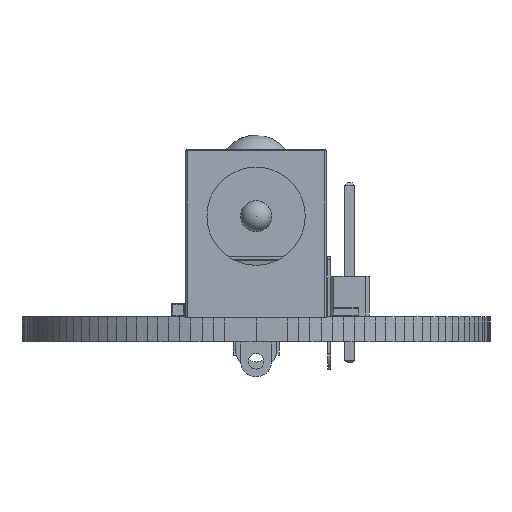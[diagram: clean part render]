
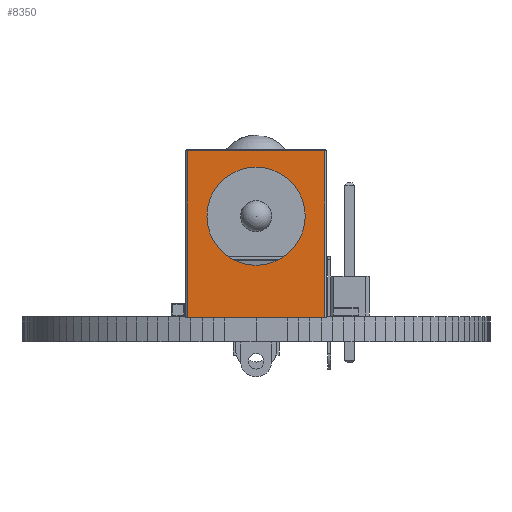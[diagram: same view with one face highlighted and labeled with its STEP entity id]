
A CAD part, left-side view. The second image highlights one B-rep face of the part: STEP entity #8350.
In plain terms, the highlighted planar face has unit normal (-1, 0, 0).
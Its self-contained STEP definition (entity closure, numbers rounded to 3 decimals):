
#7420 = CYLINDRICAL_SURFACE('',#7421,0.1);
#7421 = AXIS2_PLACEMENT_3D('',#7422,#7423,#7424);
#7422 = CARTESIAN_POINT('',(-13.6,4.5,10.6));
#7423 = DIRECTION('',(0.,-1.,0.));
#7424 = DIRECTION('',(0.,0.,1.));
#7679 = VERTEX_POINT('',#7680);
#7680 = CARTESIAN_POINT('',(-13.7,4.4,10.6));
#7729 = EDGE_CURVE('',#7679,#7730,#7732,.T.);
#7730 = VERTEX_POINT('',#7731);
#7731 = CARTESIAN_POINT('',(-13.7,-4.4,10.6));
#7732 = SURFACE_CURVE('',#7733,(#7737,#7744),.PCURVE_S1.);
#7733 = LINE('',#7734,#7735);
#7734 = CARTESIAN_POINT('',(-13.7,4.5,10.6));
#7735 = VECTOR('',#7736,1.);
#7736 = DIRECTION('',(0.,-1.,0.));
#7737 = PCURVE('',#7420,#7738);
#7738 = DEFINITIONAL_REPRESENTATION('',(#7739),#7743);
#7739 = LINE('',#7740,#7741);
#7740 = CARTESIAN_POINT('',(1.571,0.));
#7741 = VECTOR('',#7742,1.);
#7742 = DIRECTION('',(0.,1.));
#7743 = ( GEOMETRIC_REPRESENTATION_CONTEXT(2) 
PARAMETRIC_REPRESENTATION_CONTEXT() REPRESENTATION_CONTEXT('2D SPACE',''
  ) );
#7744 = PCURVE('',#7745,#7750);
#7745 = PLANE('',#7746);
#7746 = AXIS2_PLACEMENT_3D('',#7747,#7748,#7749);
#7747 = CARTESIAN_POINT('',(-13.7,0.,5.622));
#7748 = DIRECTION('',(1.,0.,0.));
#7749 = DIRECTION('',(0.,0.,1.));
#7750 = DEFINITIONAL_REPRESENTATION('',(#7751),#7755);
#7751 = LINE('',#7752,#7753);
#7752 = CARTESIAN_POINT('',(4.978,-4.5));
#7753 = VECTOR('',#7754,1.);
#7754 = DIRECTION('',(0.,1.));
#7755 = ( GEOMETRIC_REPRESENTATION_CONTEXT(2) 
PARAMETRIC_REPRESENTATION_CONTEXT() REPRESENTATION_CONTEXT('2D SPACE',''
  ) );
#7954 = CYLINDRICAL_SURFACE('',#7955,0.1);
#7955 = AXIS2_PLACEMENT_3D('',#7956,#7957,#7958);
#7956 = CARTESIAN_POINT('',(-13.6,-4.4,10.7));
#7957 = DIRECTION('',(0.,0.,-1.));
#7958 = DIRECTION('',(0.,-1.,0.));
#7987 = PLANE('',#7988);
#7988 = AXIS2_PLACEMENT_3D('',#7989,#7990,#7991);
#7989 = CARTESIAN_POINT('',(-6.85,0.,-0.1));
#7990 = DIRECTION('',(0.,0.,-1.));
#7991 = DIRECTION('',(-1.,0.,0.));
#8337 = CYLINDRICAL_SURFACE('',#8338,0.1);
#8338 = AXIS2_PLACEMENT_3D('',#8339,#8340,#8341);
#8339 = CARTESIAN_POINT('',(-13.6,4.4,-0.1));
#8340 = DIRECTION('',(0.,0.,1.));
#8341 = DIRECTION('',(0.,1.,0.));
#8350 = ADVANCED_FACE('',(#8351,#8421),#7745,.F.);
#8351 = FACE_BOUND('',#8352,.F.);
#8352 = EDGE_LOOP('',(#8353,#8378,#8399,#8400));
#8353 = ORIENTED_EDGE('',*,*,#8354,.T.);
#8354 = EDGE_CURVE('',#8355,#8357,#8359,.T.);
#8355 = VERTEX_POINT('',#8356);
#8356 = CARTESIAN_POINT('',(-13.7,-4.4,-0.1));
#8357 = VERTEX_POINT('',#8358);
#8358 = CARTESIAN_POINT('',(-13.7,4.4,-0.1));
#8359 = SURFACE_CURVE('',#8360,(#8364,#8371),.PCURVE_S1.);
#8360 = LINE('',#8361,#8362);
#8361 = CARTESIAN_POINT('',(-13.7,-4.5,-0.1));
#8362 = VECTOR('',#8363,1.);
#8363 = DIRECTION('',(0.,1.,0.));
#8364 = PCURVE('',#7745,#8365);
#8365 = DEFINITIONAL_REPRESENTATION('',(#8366),#8370);
#8366 = LINE('',#8367,#8368);
#8367 = CARTESIAN_POINT('',(-5.722,4.5));
#8368 = VECTOR('',#8369,1.);
#8369 = DIRECTION('',(0.,-1.));
#8370 = ( GEOMETRIC_REPRESENTATION_CONTEXT(2) 
PARAMETRIC_REPRESENTATION_CONTEXT() REPRESENTATION_CONTEXT('2D SPACE',''
  ) );
#8371 = PCURVE('',#7987,#8372);
#8372 = DEFINITIONAL_REPRESENTATION('',(#8373),#8377);
#8373 = LINE('',#8374,#8375);
#8374 = CARTESIAN_POINT('',(6.85,-4.5));
#8375 = VECTOR('',#8376,1.);
#8376 = DIRECTION('',(0.,1.));
#8377 = ( GEOMETRIC_REPRESENTATION_CONTEXT(2) 
PARAMETRIC_REPRESENTATION_CONTEXT() REPRESENTATION_CONTEXT('2D SPACE',''
  ) );
#8378 = ORIENTED_EDGE('',*,*,#8379,.T.);
#8379 = EDGE_CURVE('',#8357,#7679,#8380,.T.);
#8380 = SURFACE_CURVE('',#8381,(#8385,#8392),.PCURVE_S1.);
#8381 = LINE('',#8382,#8383);
#8382 = CARTESIAN_POINT('',(-13.7,4.4,-0.1));
#8383 = VECTOR('',#8384,1.);
#8384 = DIRECTION('',(0.,0.,1.));
#8385 = PCURVE('',#7745,#8386);
#8386 = DEFINITIONAL_REPRESENTATION('',(#8387),#8391);
#8387 = LINE('',#8388,#8389);
#8388 = CARTESIAN_POINT('',(-5.722,-4.4));
#8389 = VECTOR('',#8390,1.);
#8390 = DIRECTION('',(1.,0.));
#8391 = ( GEOMETRIC_REPRESENTATION_CONTEXT(2) 
PARAMETRIC_REPRESENTATION_CONTEXT() REPRESENTATION_CONTEXT('2D SPACE',''
  ) );
#8392 = PCURVE('',#8337,#8393);
#8393 = DEFINITIONAL_REPRESENTATION('',(#8394),#8398);
#8394 = LINE('',#8395,#8396);
#8395 = CARTESIAN_POINT('',(1.571,0.));
#8396 = VECTOR('',#8397,1.);
#8397 = DIRECTION('',(0.,1.));
#8398 = ( GEOMETRIC_REPRESENTATION_CONTEXT(2) 
PARAMETRIC_REPRESENTATION_CONTEXT() REPRESENTATION_CONTEXT('2D SPACE',''
  ) );
#8399 = ORIENTED_EDGE('',*,*,#7729,.T.);
#8400 = ORIENTED_EDGE('',*,*,#8401,.T.);
#8401 = EDGE_CURVE('',#7730,#8355,#8402,.T.);
#8402 = SURFACE_CURVE('',#8403,(#8407,#8414),.PCURVE_S1.);
#8403 = LINE('',#8404,#8405);
#8404 = CARTESIAN_POINT('',(-13.7,-4.4,10.7));
#8405 = VECTOR('',#8406,1.);
#8406 = DIRECTION('',(0.,0.,-1.));
#8407 = PCURVE('',#7745,#8408);
#8408 = DEFINITIONAL_REPRESENTATION('',(#8409),#8413);
#8409 = LINE('',#8410,#8411);
#8410 = CARTESIAN_POINT('',(5.078,4.4));
#8411 = VECTOR('',#8412,1.);
#8412 = DIRECTION('',(-1.,0.));
#8413 = ( GEOMETRIC_REPRESENTATION_CONTEXT(2) 
PARAMETRIC_REPRESENTATION_CONTEXT() REPRESENTATION_CONTEXT('2D SPACE',''
  ) );
#8414 = PCURVE('',#7954,#8415);
#8415 = DEFINITIONAL_REPRESENTATION('',(#8416),#8420);
#8416 = LINE('',#8417,#8418);
#8417 = CARTESIAN_POINT('',(1.571,0.));
#8418 = VECTOR('',#8419,1.);
#8419 = DIRECTION('',(0.,1.));
#8420 = ( GEOMETRIC_REPRESENTATION_CONTEXT(2) 
PARAMETRIC_REPRESENTATION_CONTEXT() REPRESENTATION_CONTEXT('2D SPACE',''
  ) );
#8421 = FACE_BOUND('',#8422,.F.);
#8422 = EDGE_LOOP('',(#8423));
#8423 = ORIENTED_EDGE('',*,*,#8424,.T.);
#8424 = EDGE_CURVE('',#8425,#8425,#8427,.T.);
#8425 = VERTEX_POINT('',#8426);
#8426 = CARTESIAN_POINT('',(-13.7,-3.15,6.4));
#8427 = SURFACE_CURVE('',#8428,(#8433,#8444),.PCURVE_S1.);
#8428 = CIRCLE('',#8429,3.15);
#8429 = AXIS2_PLACEMENT_3D('',#8430,#8431,#8432);
#8430 = CARTESIAN_POINT('',(-13.7,0.,6.4));
#8431 = DIRECTION('',(-1.,0.,0.));
#8432 = DIRECTION('',(0.,-1.,0.));
#8433 = PCURVE('',#7745,#8434);
#8434 = DEFINITIONAL_REPRESENTATION('',(#8435),#8443);
#8435 = ( BOUNDED_CURVE() B_SPLINE_CURVE(2,(#8436,#8437,#8438,#8439,
#8440,#8441,#8442),.UNSPECIFIED.,.T.,.F.) B_SPLINE_CURVE_WITH_KNOTS((1,2
    ,2,2,2,1),(-2.094,0.,2.094,4.189,
6.283,8.378),.UNSPECIFIED.) CURVE() 
GEOMETRIC_REPRESENTATION_ITEM() RATIONAL_B_SPLINE_CURVE((1.,0.5,1.,0.5,
1.,0.5,1.)) REPRESENTATION_ITEM('') );
#8436 = CARTESIAN_POINT('',(0.778,3.15));
#8437 = CARTESIAN_POINT('',(6.234,3.15));
#8438 = CARTESIAN_POINT('',(3.506,-1.575));
#8439 = CARTESIAN_POINT('',(0.778,-6.3));
#8440 = CARTESIAN_POINT('',(-1.95,-1.575));
#8441 = CARTESIAN_POINT('',(-4.678,3.15));
#8442 = CARTESIAN_POINT('',(0.778,3.15));
#8443 = ( GEOMETRIC_REPRESENTATION_CONTEXT(2) 
PARAMETRIC_REPRESENTATION_CONTEXT() REPRESENTATION_CONTEXT('2D SPACE',''
  ) );
#8444 = PCURVE('',#8445,#8450);
#8445 = CYLINDRICAL_SURFACE('',#8446,3.15);
#8446 = AXIS2_PLACEMENT_3D('',#8447,#8448,#8449);
#8447 = CARTESIAN_POINT('',(-10.5,0.,6.4));
#8448 = DIRECTION('',(1.,0.,0.));
#8449 = DIRECTION('',(0.,-1.,0.));
#8450 = DEFINITIONAL_REPRESENTATION('',(#8451),#8455);
#8451 = LINE('',#8452,#8453);
#8452 = CARTESIAN_POINT('',(6.283,-3.2));
#8453 = VECTOR('',#8454,1.);
#8454 = DIRECTION('',(-1.,0.));
#8455 = ( GEOMETRIC_REPRESENTATION_CONTEXT(2) 
PARAMETRIC_REPRESENTATION_CONTEXT() REPRESENTATION_CONTEXT('2D SPACE',''
  ) );
